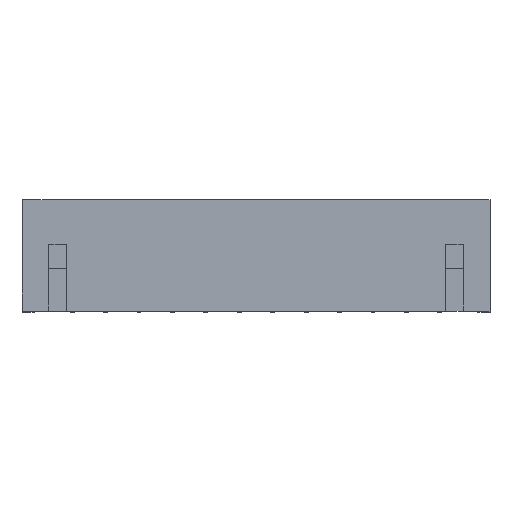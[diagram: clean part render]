
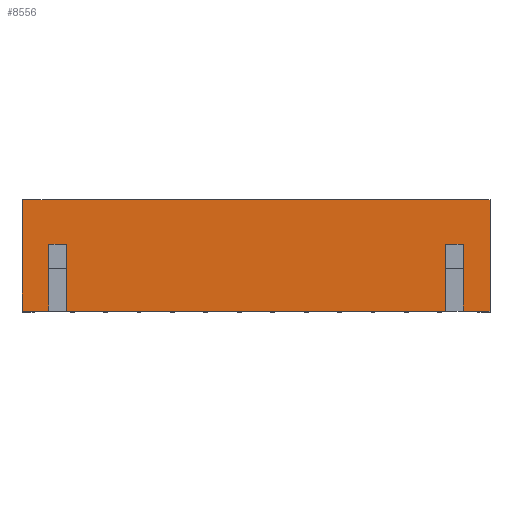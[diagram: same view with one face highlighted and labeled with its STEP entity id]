
A CAD part, top view. The second image highlights one B-rep face of the part: STEP entity #8556.
In plain terms, the highlighted planar face has unit normal (0, 0, 1).
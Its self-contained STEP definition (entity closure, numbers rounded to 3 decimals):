
#413=DIRECTION('',(1.,0.,0.));
#414=VECTOR('',#413,1.2);
#415=CARTESIAN_POINT('',(-10.5,0.,1.85));
#416=LINE('',#415,#414);
#429=DIRECTION('',(1.,0.,0.));
#430=VECTOR('',#429,17.);
#431=CARTESIAN_POINT('',(-8.5,0.,1.85));
#432=LINE('',#431,#430);
#445=DIRECTION('',(1.,0.,0.));
#446=VECTOR('',#445,1.2);
#447=CARTESIAN_POINT('',(9.3,0.,1.85));
#448=LINE('',#447,#446);
#1565=DIRECTION('',(1.,0.,0.));
#1566=VECTOR('',#1565,21.);
#1567=CARTESIAN_POINT('',(-10.5,5.,1.85));
#1568=LINE('',#1567,#1566);
#2670=DIRECTION('',(0.,1.,0.));
#2671=VECTOR('',#2670,5.);
#2672=CARTESIAN_POINT('',(10.5,0.,1.85));
#2673=LINE('',#2672,#2671);
#2702=DIRECTION('',(0.,1.,0.));
#2703=VECTOR('',#2702,3.);
#2704=CARTESIAN_POINT('',(-9.3,0.,1.85));
#2705=LINE('',#2704,#2703);
#2706=DIRECTION('',(0.,1.,0.));
#2707=VECTOR('',#2706,5.);
#2708=CARTESIAN_POINT('',(-10.5,0.,1.85));
#2709=LINE('',#2708,#2707);
#2710=DIRECTION('',(0.,1.,0.));
#2711=VECTOR('',#2710,3.);
#2712=CARTESIAN_POINT('',(9.3,0.,1.85));
#2713=LINE('',#2712,#2711);
#2714=DIRECTION('',(-1.,0.,0.));
#2715=VECTOR('',#2714,0.8);
#2716=CARTESIAN_POINT('',(9.3,3.,1.85));
#2717=LINE('',#2716,#2715);
#2718=DIRECTION('',(0.,1.,0.));
#2719=VECTOR('',#2718,3.);
#2720=CARTESIAN_POINT('',(8.5,0.,1.85));
#2721=LINE('',#2720,#2719);
#2722=DIRECTION('',(0.,1.,0.));
#2723=VECTOR('',#2722,3.);
#2724=CARTESIAN_POINT('',(-8.5,0.,1.85));
#2725=LINE('',#2724,#2723);
#2726=DIRECTION('',(-1.,0.,0.));
#2727=VECTOR('',#2726,0.8);
#2728=CARTESIAN_POINT('',(-8.5,3.,1.85));
#2729=LINE('',#2728,#2727);
#3897=CARTESIAN_POINT('',(-10.5,5.,1.85));
#3898=CARTESIAN_POINT('',(10.5,5.,1.85));
#3899=VERTEX_POINT('',#3897);
#3900=VERTEX_POINT('',#3898);
#3905=CARTESIAN_POINT('',(-10.5,0.,1.85));
#3906=VERTEX_POINT('',#3905);
#3907=CARTESIAN_POINT('',(10.5,0.,1.85));
#3908=VERTEX_POINT('',#3907);
#3925=CARTESIAN_POINT('',(-9.3,0.,1.85));
#3926=VERTEX_POINT('',#3925);
#3927=CARTESIAN_POINT('',(-8.5,0.,1.85));
#3928=VERTEX_POINT('',#3927);
#3929=CARTESIAN_POINT('',(8.5,0.,1.85));
#3930=VERTEX_POINT('',#3929);
#3931=CARTESIAN_POINT('',(9.3,0.,1.85));
#3932=VERTEX_POINT('',#3931);
#3933=CARTESIAN_POINT('',(-9.3,3.,1.85));
#3934=VERTEX_POINT('',#3933);
#3935=CARTESIAN_POINT('',(-8.5,3.,1.85));
#3936=VERTEX_POINT('',#3935);
#3937=CARTESIAN_POINT('',(8.5,3.,1.85));
#3938=VERTEX_POINT('',#3937);
#3939=CARTESIAN_POINT('',(9.3,3.,1.85));
#3940=VERTEX_POINT('',#3939);
#8533=CARTESIAN_POINT('',(-10.5,0.,1.85));
#8534=DIRECTION('',(0.,0.,1.));
#8535=DIRECTION('',(1.,0.,0.));
#8536=AXIS2_PLACEMENT_3D('',#8533,#8534,#8535);
#8537=PLANE('',#8536);
#8538=ORIENTED_EDGE('',*,*,#8178,.F.);
#8539=ORIENTED_EDGE('',*,*,#5344,.F.);
#8540=ORIENTED_EDGE('',*,*,#8008,.T.);
#8541=ORIENTED_EDGE('',*,*,#7071,.T.);
#8542=ORIENTED_EDGE('',*,*,#8471,.F.);
#8543=ORIENTED_EDGE('',*,*,#5360,.F.);
#8544=ORIENTED_EDGE('',*,*,#8251,.T.);
#8546=ORIENTED_EDGE('',*,*,#8545,.T.);
#8548=ORIENTED_EDGE('',*,*,#8547,.F.);
#8549=ORIENTED_EDGE('',*,*,#5352,.F.);
#8551=ORIENTED_EDGE('',*,*,#8550,.T.);
#8553=ORIENTED_EDGE('',*,*,#8552,.T.);
#8554=EDGE_LOOP('',(#8538,#8539,#8540,#8541,#8542,#8543,#8544,#8546,#8548,#8549,
#8551,#8553));
#8555=FACE_OUTER_BOUND('',#8554,.F.);
#5344=EDGE_CURVE('',#3906,#3926,#416,.T.);
#5352=EDGE_CURVE('',#3928,#3930,#432,.T.);
#5360=EDGE_CURVE('',#3932,#3908,#448,.T.);
#7071=EDGE_CURVE('',#3899,#3900,#1568,.T.);
#8008=EDGE_CURVE('',#3906,#3899,#2709,.T.);
#8178=EDGE_CURVE('',#3926,#3934,#2705,.T.);
#8251=EDGE_CURVE('',#3932,#3940,#2713,.T.);
#8471=EDGE_CURVE('',#3908,#3900,#2673,.T.);
#8545=EDGE_CURVE('',#3940,#3938,#2717,.T.);
#8547=EDGE_CURVE('',#3930,#3938,#2721,.T.);
#8550=EDGE_CURVE('',#3928,#3936,#2725,.T.);
#8552=EDGE_CURVE('',#3936,#3934,#2729,.T.);
#8556=ADVANCED_FACE('',(#8555),#8537,.T.);
